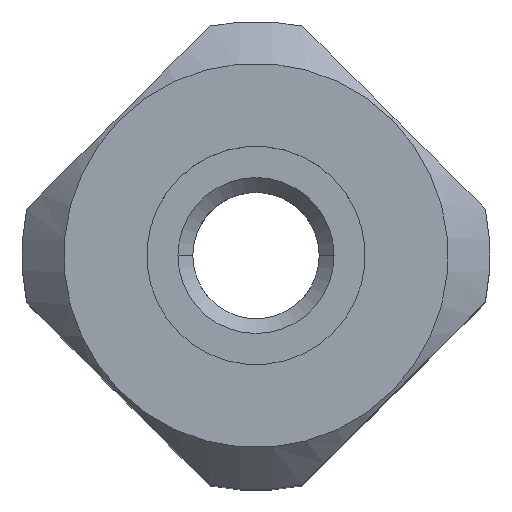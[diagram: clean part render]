
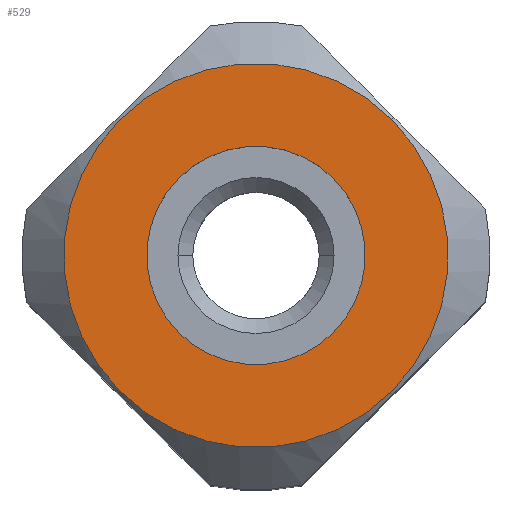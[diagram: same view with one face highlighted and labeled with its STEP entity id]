
A CAD part, top view. The second image highlights one B-rep face of the part: STEP entity #529.
In plain terms, the highlighted planar face has unit normal (0, 0, 1).
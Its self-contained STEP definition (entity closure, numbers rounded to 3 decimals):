
#287=EDGE_CURVE('',#459,#649,#793,.T.);
#319=VERTEX_POINT('',#826);
#341=EDGE_CURVE('',#319,#475,#853,.T.);
#423=EDGE_CURVE('',#649,#459,#943,.T.);
#459=VERTEX_POINT('',#982);
#475=VERTEX_POINT('',#1002);
#529=ADVANCED_FACE('',(#1062,#1063),#1064,.T.);
#567=EDGE_CURVE('',#475,#319,#1102,.T.);
#649=VERTEX_POINT('',#1192);
#793=CIRCLE('',#1349,2.8);
#826=CARTESIAN_POINT('',(-3.484,-3.484,0.));
#853=CIRCLE('',#1443,4.927);
#943=CIRCLE('',#1598,2.8);
#982=CARTESIAN_POINT('',(-1.98,-1.98,0.));
#1002=CARTESIAN_POINT('',(3.484,3.484,0.));
#1062=FACE_BOUND('',#1779,.T.);
#1063=FACE_OUTER_BOUND('',#1780,.T.);
#1064=PLANE('',#1781);
#1102=CIRCLE('',#1837,4.927);
#1192=CARTESIAN_POINT('',(1.98,1.98,0.0));
#1349=AXIS2_PLACEMENT_3D('',#2184,#2185,#2186);
#1443=AXIS2_PLACEMENT_3D('',#2239,#2240,#2241);
#1598=AXIS2_PLACEMENT_3D('',#2363,#2364,#2365);
#1779=EDGE_LOOP('',(#2535,#2536));
#1780=EDGE_LOOP('',(#2537,#2538));
#1781=AXIS2_PLACEMENT_3D('',#2539,#2540,#2541);
#1837=AXIS2_PLACEMENT_3D('',#2558,#2559,#2560);
#2184=CARTESIAN_POINT('',(0.0,0.0,0.0));
#2185=DIRECTION('',(0.,0.,1.0));
#2186=DIRECTION('',(0.707,0.707,0.0));
#2239=CARTESIAN_POINT('',(0.,0.,0.));
#2240=DIRECTION('',(0.,0.,1.0));
#2241=DIRECTION('',(0.707,0.707,0.0));
#2363=CARTESIAN_POINT('',(0.0,0.0,0.0));
#2364=DIRECTION('',(0.,0.,1.0));
#2365=DIRECTION('',(0.707,0.707,0.0));
#2535=ORIENTED_EDGE('',*,*,#423,.F.);
#2536=ORIENTED_EDGE('',*,*,#287,.F.);
#2537=ORIENTED_EDGE('',*,*,#567,.T.);
#2538=ORIENTED_EDGE('',*,*,#341,.T.);
#2539=CARTESIAN_POINT('',(2.732,2.732,0.0));
#2540=DIRECTION('',(0.,0.,1.0));
#2541=DIRECTION('',(0.707,0.707,0.));
#2558=CARTESIAN_POINT('',(0.,0.,0.));
#2559=DIRECTION('',(0.,0.,1.0));
#2560=DIRECTION('',(0.707,0.707,0.0));
